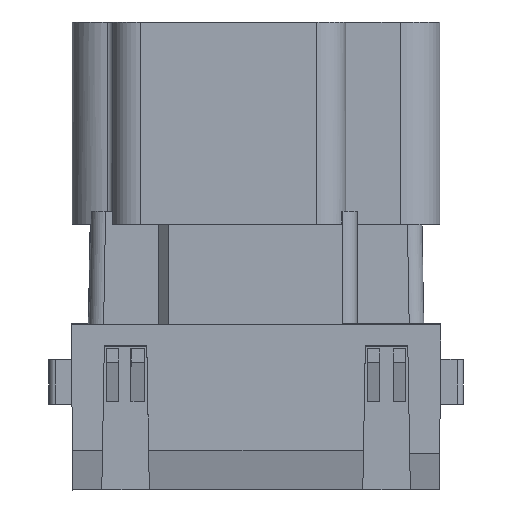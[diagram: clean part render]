
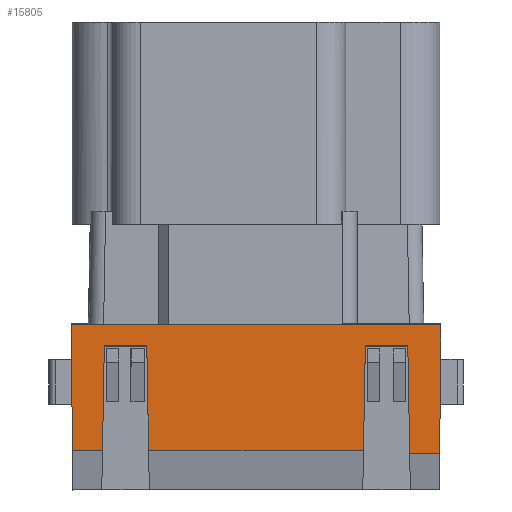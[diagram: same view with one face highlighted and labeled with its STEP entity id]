
A CAD part, left-side view. The second image highlights one B-rep face of the part: STEP entity #15805.
In plain terms, the highlighted face is planar.
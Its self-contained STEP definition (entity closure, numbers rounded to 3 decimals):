
#649=VERTEX_POINT('',#20858);
#650=VERTEX_POINT('',#20860);
#674=VERTEX_POINT('',#20920);
#675=VERTEX_POINT('',#20921);
#755=VERTEX_POINT('',#21133);
#756=VERTEX_POINT('',#21135);
#1299=VERTEX_POINT('',#22651);
#1355=VERTEX_POINT('',#22929);
#1356=VERTEX_POINT('',#22933);
#1357=VERTEX_POINT('',#22935);
#1358=VERTEX_POINT('',#22937);
#1359=VERTEX_POINT('',#22939);
#2272=VECTOR('',#17487,1.);
#2295=VECTOR('',#17521,1.);
#2362=VECTOR('',#17621,1.);
#2881=VECTOR('',#18516,1.);
#2943=VECTOR('',#18674,1.);
#2951=VECTOR('',#18693,1.);
#2957=VECTOR('',#18716,1.);
#2958=VECTOR('',#18718,1.);
#2959=VECTOR('',#18719,1.);
#2960=VECTOR('',#18720,1.);
#2961=VECTOR('',#18721,1.);
#2962=VECTOR('',#18722,1.);
#4359=LINE('',#20859,#2272);
#4382=LINE('',#20919,#2295);
#4449=LINE('',#21134,#2362);
#4968=LINE('',#22650,#2881);
#5030=LINE('',#22881,#2943);
#5038=LINE('',#22904,#2951);
#5044=LINE('',#22930,#2957);
#5045=LINE('',#22932,#2958);
#5046=LINE('',#22934,#2959);
#5047=LINE('',#22936,#2960);
#5048=LINE('',#22938,#2961);
#5049=LINE('',#22940,#2962);
#6463=EDGE_CURVE('',#649,#650,#4359,.T.);
#6490=EDGE_CURVE('',#674,#675,#4382,.T.);
#6576=EDGE_CURVE('',#756,#755,#4449,.F.);
#7261=EDGE_CURVE('',#1299,#650,#4968,.T.);
#7355=EDGE_CURVE('',#649,#756,#5030,.F.);
#7366=EDGE_CURVE('',#675,#1299,#5038,.T.);
#7377=EDGE_CURVE('',#1355,#755,#5044,.F.);
#7378=EDGE_CURVE('',#1355,#1356,#5045,.F.);
#7379=EDGE_CURVE('',#1356,#1357,#5046,.F.);
#7380=EDGE_CURVE('',#1358,#1357,#5047,.F.);
#7381=EDGE_CURVE('',#1359,#1358,#5048,.T.);
#7382=EDGE_CURVE('',#674,#1359,#5049,.F.);
#10310=ORIENTED_EDGE('',*,*,#7355,.T.);
#10311=ORIENTED_EDGE('',*,*,#6576,.T.);
#10312=ORIENTED_EDGE('',*,*,#7377,.F.);
#10313=ORIENTED_EDGE('',*,*,#7378,.T.);
#10314=ORIENTED_EDGE('',*,*,#7379,.T.);
#10315=ORIENTED_EDGE('',*,*,#7380,.F.);
#10316=ORIENTED_EDGE('',*,*,#7381,.F.);
#10317=ORIENTED_EDGE('',*,*,#7382,.F.);
#10318=ORIENTED_EDGE('',*,*,#6490,.T.);
#10319=ORIENTED_EDGE('',*,*,#7366,.T.);
#10320=ORIENTED_EDGE('',*,*,#7261,.T.);
#10321=ORIENTED_EDGE('',*,*,#6463,.F.);
#14024=EDGE_LOOP('',(#10310,#10311,#10312,#10313,#10314,#10315,#10316,#10317,
#10318,#10319,#10320,#10321));
#14929=FACE_BOUND('',#14024,.T.);
#15805=ADVANCED_FACE('',(#14929),#26321,.F.);
#16806=AXIS2_PLACEMENT_3D('',#22931,#18717,$);
#17487=DIRECTION('',(-0.005,-0.009,-1.));
#17521=DIRECTION('',(0.,1.,0.));
#17621=DIRECTION('',(0.005,-0.009,1.));
#18516=DIRECTION('',(0.,1.,0.));
#18674=DIRECTION('',(0.,1.,0.));
#18693=DIRECTION('',(-0.005,0.017,-1.));
#18716=DIRECTION('',(0.,1.,0.));
#18717=DIRECTION('',(-1.,0.,0.005));
#18718=DIRECTION('',(-0.005,-0.017,-1.));
#18719=DIRECTION('',(0.,-1.,0.));
#18720=DIRECTION('',(-0.005,0.017,-1.));
#18721=DIRECTION('',(0.,-1.,0.));
#18722=DIRECTION('',(0.005,0.017,1.));
#20858=CARTESIAN_POINT('',(7.258,15.22,-8.75));
#20859=CARTESIAN_POINT('',(7.237,15.184,-12.831));
#20860=CARTESIAN_POINT('',(7.203,15.127,-19.364));
#20919=CARTESIAN_POINT('',(7.249,-2.144,-10.45));
#20920=CARTESIAN_POINT('',(7.249,9.,-10.45));
#20921=CARTESIAN_POINT('',(7.249,12.5,-10.45));
#21133=CARTESIAN_POINT('',(7.204,-15.13,-19.073));
#21134=CARTESIAN_POINT('',(7.237,-15.184,-12.826));
#21135=CARTESIAN_POINT('',(7.258,-15.22,-8.75));
#22650=CARTESIAN_POINT('',(7.203,5.945,-19.364));
#22651=CARTESIAN_POINT('',(7.203,12.656,-19.364));
#22881=CARTESIAN_POINT('',(7.258,3.856,-8.75));
#22904=CARTESIAN_POINT('',(7.255,12.483,-9.484));
#22929=CARTESIAN_POINT('',(7.204,-12.651,-19.073));
#22930=CARTESIAN_POINT('',(7.204,-7.834,-19.073));
#22931=CARTESIAN_POINT('',(7.258,-1.789,-8.75));
#22932=CARTESIAN_POINT('',(7.254,-12.484,-9.524));
#22933=CARTESIAN_POINT('',(7.249,-12.5,-10.45));
#22934=CARTESIAN_POINT('',(7.249,-2.144,-10.45));
#22935=CARTESIAN_POINT('',(7.249,-9.,-10.45));
#22936=CARTESIAN_POINT('',(7.254,-9.013,-9.679));
#22937=CARTESIAN_POINT('',(7.204,-8.849,-19.073));
#22938=CARTESIAN_POINT('',(7.204,-0.894,-19.073));
#22939=CARTESIAN_POINT('',(7.204,8.849,-19.073));
#22940=CARTESIAN_POINT('',(7.253,9.013,-9.704));
#26321=PLANE('',#16806);
